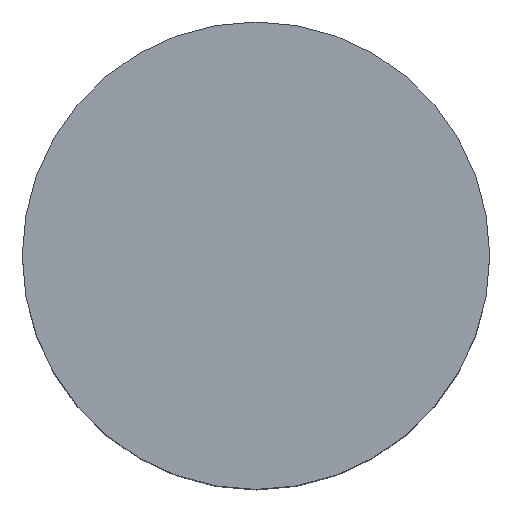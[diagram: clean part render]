
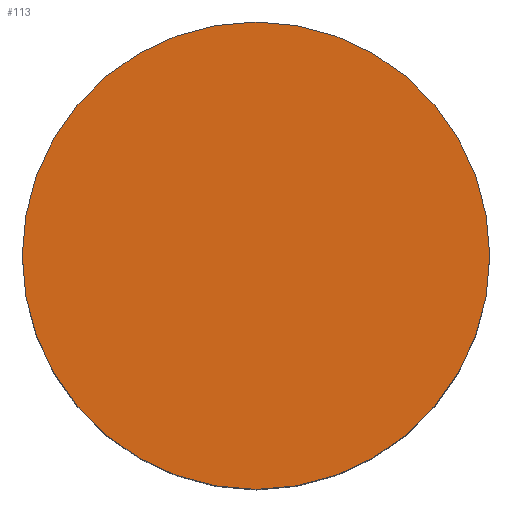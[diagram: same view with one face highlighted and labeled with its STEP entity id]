
A CAD part, top view. The second image highlights one B-rep face of the part: STEP entity #113.
In plain terms, the highlighted planar face has unit normal (0, 0, 1).
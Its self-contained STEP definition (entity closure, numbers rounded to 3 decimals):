
#27 = VERTEX_POINT ( 'NONE', #155 ) ;
#30 = EDGE_CURVE ( 'NONE', #27, #33, #176, .T. ) ;
#33 = VERTEX_POINT ( 'NONE', #172 ) ;
#90 = ORIENTED_EDGE ( 'NONE', *, *, #112, .T. ) ;
#112 = EDGE_CURVE ( 'NONE', #33, #27, #203, .T. ) ;
#113 = ADVANCED_FACE ( 'NONE', ( #199 ), #196, .F. ) ;
#114 = EDGE_LOOP ( 'NONE', ( #115, #90 ) ) ;
#115 = ORIENTED_EDGE ( 'NONE', *, *, #30, .T. ) ;
#155 = CARTESIAN_POINT ( 'NONE',  ( 0., -19.75, 14. ) ) ;
#156 = DIRECTION ( 'NONE',  ( 0., -1., 0. ) ) ;
#157 = DIRECTION ( 'NONE',  ( 0., 0., 1. ) ) ;
#158 = CARTESIAN_POINT ( 'NONE',  ( 0., 0., 14. ) ) ;
#159 = AXIS2_PLACEMENT_3D ( 'NONE', #158, #157, #156 ) ;
#172 = CARTESIAN_POINT ( 'NONE',  ( 0., 19.75, 14. ) ) ;
#176 = CIRCLE ( 'NONE', #159, 19.75 ) ;
#195 = CARTESIAN_POINT ( 'NONE',  ( 0., 0., 14. ) ) ;
#196 = PLANE ( 'NONE',  #198 ) ;
#198 = AXIS2_PLACEMENT_3D ( 'NONE', #195, #222, #221 ) ;
#199 = FACE_OUTER_BOUND ( 'NONE', #114, .T. ) ;
#200 = DIRECTION ( 'NONE',  ( 0., -1., 0. ) ) ;
#203 = CIRCLE ( 'NONE', #225, 19.75 ) ;
#221 = DIRECTION ( 'NONE',  ( 0., 1., 0. ) ) ;
#222 = DIRECTION ( 'NONE',  ( 0., 0., -1. ) ) ;
#223 = DIRECTION ( 'NONE',  ( 0., 0., 1. ) ) ;
#224 = CARTESIAN_POINT ( 'NONE',  ( 0., 0., 14. ) ) ;
#225 = AXIS2_PLACEMENT_3D ( 'NONE', #224, #223, #200 ) ;
